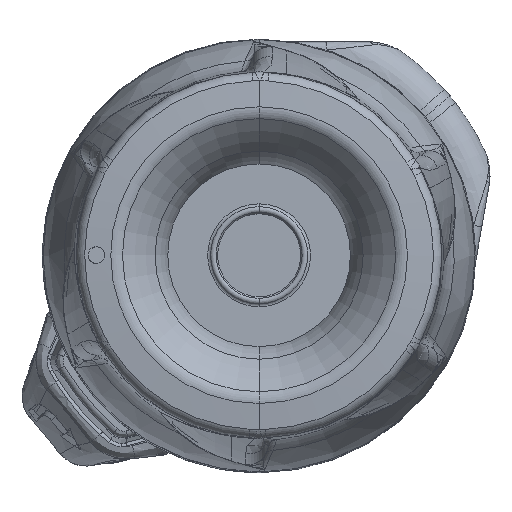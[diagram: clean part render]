
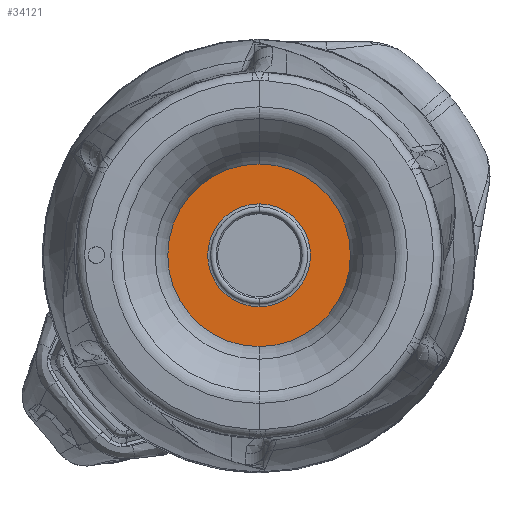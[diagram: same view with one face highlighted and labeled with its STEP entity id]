
A CAD part, top view. The second image highlights one B-rep face of the part: STEP entity #34121.
In plain terms, the highlighted planar face has unit normal (0, 0, 1).
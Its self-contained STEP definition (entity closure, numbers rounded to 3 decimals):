
#858=CARTESIAN_POINT('',(0.,0.,50.6));
#859=DIRECTION('',(0.,0.,1.));
#860=DIRECTION('',(0.,1.,0.));
#861=AXIS2_PLACEMENT_3D('',#858,#859,#860);
#868=CARTESIAN_POINT('',(0.,0.,50.6));
#869=DIRECTION('',(0.,0.,-1.));
#870=DIRECTION('',(0.,1.,0.));
#871=AXIS2_PLACEMENT_3D('',#868,#869,#870);
#873=CARTESIAN_POINT('',(0.,0.,50.6));
#874=DIRECTION('',(0.,0.,1.));
#875=DIRECTION('',(0.,1.,0.));
#876=AXIS2_PLACEMENT_3D('',#873,#874,#875);
#878=CARTESIAN_POINT('',(0.,0.,50.6));
#879=DIRECTION('',(0.,0.,1.));
#880=DIRECTION('',(0.,-1.,0.));
#881=AXIS2_PLACEMENT_3D('',#878,#879,#880);
#31904=CARTESIAN_POINT('',(0.,5.5,50.6));
#31906=VERTEX_POINT('',#31904);
#31908=CARTESIAN_POINT('',(0.,-5.5,50.6));
#31910=VERTEX_POINT('',#31908);
#31924=CARTESIAN_POINT('',(0.,3.096,50.6));
#31925=CARTESIAN_POINT('',(0.,-3.096,50.6));
#31926=VERTEX_POINT('',#31924);
#31927=VERTEX_POINT('',#31925);
#34106=CARTESIAN_POINT('',(0.,0.,50.6));
#34107=DIRECTION('',(0.,0.,-1.));
#34108=DIRECTION('',(0.,1.,0.));
#34109=AXIS2_PLACEMENT_3D('',#34106,#34107,#34108);
#34110=PLANE('',#34109);
#34111=ORIENTED_EDGE('',*,*,#34085,.F.);
#34112=ORIENTED_EDGE('',*,*,#34101,.T.);
#34113=EDGE_LOOP('',(#34111,#34112));
#34114=FACE_OUTER_BOUND('',#34113,.F.);
#34116=ORIENTED_EDGE('',*,*,#34115,.T.);
#34118=ORIENTED_EDGE('',*,*,#34117,.T.);
#34119=EDGE_LOOP('',(#34116,#34118));
#34120=FACE_BOUND('',#34119,.F.);
#34121=ADVANCED_FACE('',(#34114,#34120),#34110,.F.);
#862=CIRCLE('',#861,5.5);
#872=CIRCLE('',#871,5.5);
#877=CIRCLE('',#876,3.096);
#882=CIRCLE('',#881,3.096);
#34085=EDGE_CURVE('',#31906,#31910,#862,.T.);
#34101=EDGE_CURVE('',#31906,#31910,#872,.T.);
#34115=EDGE_CURVE('',#31926,#31927,#877,.T.);
#34117=EDGE_CURVE('',#31927,#31926,#882,.T.);
